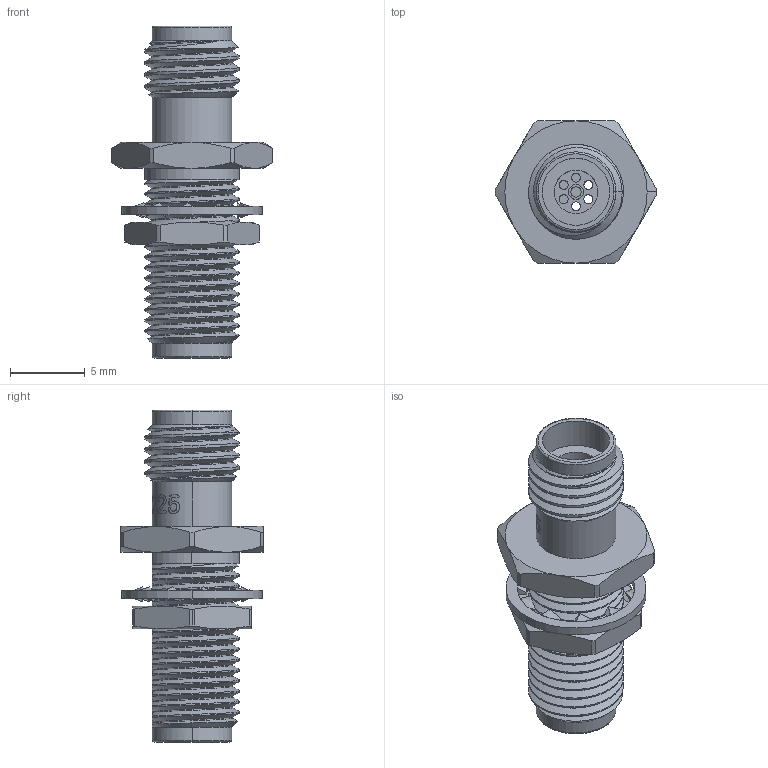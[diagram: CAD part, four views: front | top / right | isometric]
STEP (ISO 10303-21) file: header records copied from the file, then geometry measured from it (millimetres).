
FILE_DESCRIPTION (( 'STEP AP214' ), '1' );
FILE_NAME ('SM3225.STEP', '2017-09-21T15:29:07', ( '' ), ( '' ), 'SwSTEP 2.0', 'SolidWorks 2014', '' );
FILE_SCHEMA (( 'AUTOMOTIVE_DESIGN' ));
Length unit declared in the file: inch
Products named in the file (1): SM3225
Bounding box: 10.82 x 9.53 x 22.23 mm (x, y, z)
Volume: 549.6 mm3; surface area: 1236.6 mm2
Topology: 4 solids, 4 shells, 421 faces, 1127 edges, 741 vertices
Faces by surface type: bspline 194, cylinder 119, plane 59, cone 45, torus 4
Entity records: 46409 total; most frequent: CARTESIAN_POINT 36102, ORIENTED_EDGE 2254, EDGE_CURVE 1127, DIRECTION 1096, VERTEX_POINT 741, B_SPLINE_CURVE_WITH_KNOTS 527, EDGE_LOOP 464, ADVANCED_FACE 421
